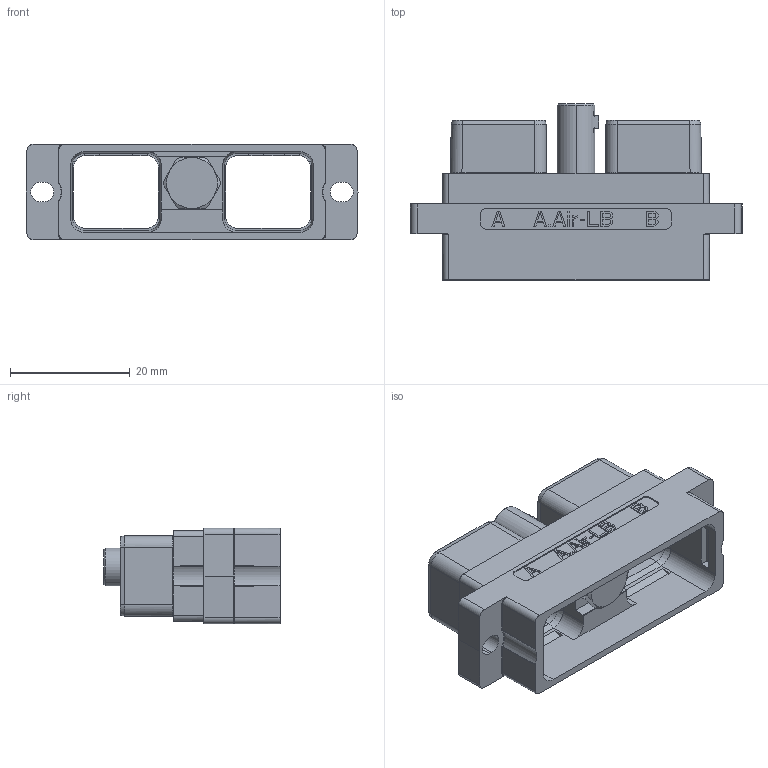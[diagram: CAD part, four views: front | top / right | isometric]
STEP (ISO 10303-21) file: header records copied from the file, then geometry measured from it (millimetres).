
FILE_DESCRIPTION((''),'2;1');
FILE_NAME('SIM2B41VG','2019-09-12T',('presta_be4'),(''),'PRO/ENGINEER BY PARAMETRIC TECHNOLOGY CORPORATION, 2014310','PRO/ENGINEER BY PARAMETRIC TECHNOLOGY CORPORATION, 2014310','');
FILE_SCHEMA(('CONFIG_CONTROL_DESIGN'));
Length unit declared in the file: millimetre
Products named in the file (1): SIM2B41VG
Bounding box: 55.41 x 29.38 x 15.93 mm (x, y, z)
Volume: 6107 mm3; surface area: 8315.1 mm2
Topology: 1 solids, 1 shells, 761 faces, 2026 edges, 1300 vertices
Faces by surface type: plane 540, cylinder 125, bspline 44, cone 36, torus 16
Entity records: 29981 total; most frequent: CARTESIAN_POINT 11447, ORIENTED_EDGE 4040, DIRECTION 3479, EDGE_CURVE 2020, VECTOR 1551, LINE 1551, VERTEX_POINT 1300, AXIS2_PLACEMENT_3D 964
